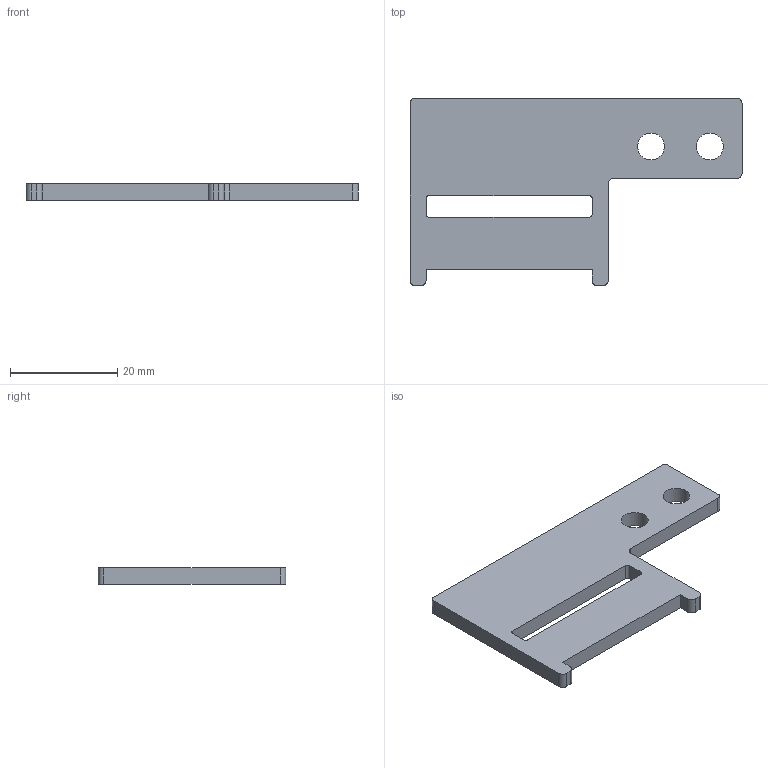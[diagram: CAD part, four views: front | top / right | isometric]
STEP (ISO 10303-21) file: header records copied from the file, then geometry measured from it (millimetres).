
FILE_DESCRIPTION(/* description */ ('Alibre Inc.'),/* implementation_level */ '2;1');
FILE_NAME(/* name */ 'export-2CD79584-A7C4-415E-87A8-8812F8FFF16D',/* time_stamp */ '2020-03-12T14:55:43+01:00',/* author */ (''),/* organization */ (''),/* preprocessor_version */ 'ST-DEVELOPER v17',/* originating_system */ 'Alibre',/* authorisation */ '');
FILE_SCHEMA (('AUTOMOTIVE_DESIGN'));
Length unit declared in the file: centimetre
Bounding box: 62 x 35 x 3 mm (x, y, z)
Volume: 4238 mm3; surface area: 3716.7 mm2
Topology: 1 solids, 1 shells, 30 faces, 86 edges, 58 vertices
Faces by surface type: plane 16, cylinder 14
Full cylindrical faces by diameter (mm): 5 x2
Entity records: 977 total; most frequent: CARTESIAN_POINT 168, ORIENTED_EDGE 164, DIRECTION 154, EDGE_CURVE 82, AXIS2_PLACEMENT_3D 58, VERTEX_POINT 56, VECTOR 54, LINE 54
